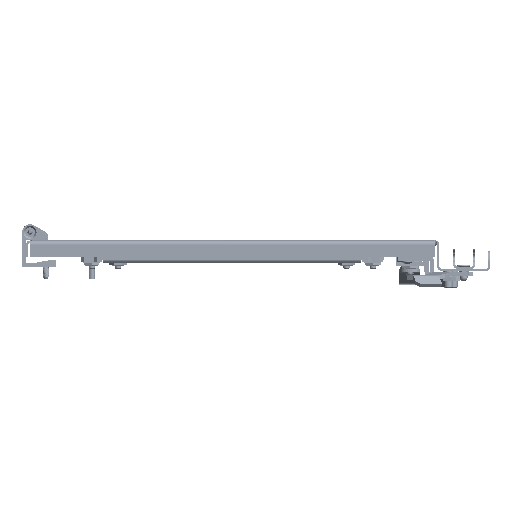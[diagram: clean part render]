
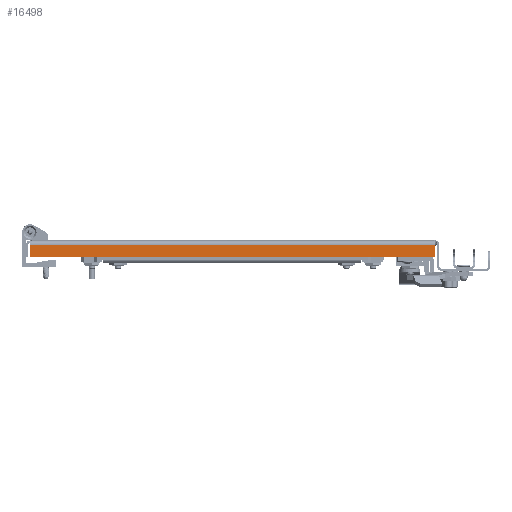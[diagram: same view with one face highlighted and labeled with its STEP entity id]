
A CAD part, front view. The second image highlights one B-rep face of the part: STEP entity #16498.
In plain terms, the highlighted planar face has unit normal (0, -1, 0).
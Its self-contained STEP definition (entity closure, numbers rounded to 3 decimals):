
#2250 = CARTESIAN_POINT ( 'NONE',  ( 194.25, -995., -15.8 ) ) ;
#11285 = CARTESIAN_POINT ( 'NONE',  ( -192.25, -995., -15.8 ) ) ;
#12124 = VECTOR ( 'NONE', #84341, 1000. ) ;
#12125 = ORIENTED_EDGE ( 'NONE', *, *, #90814, .T. ) ;
#12325 = EDGE_CURVE ( 'NONE', #31332, #95564, #39186, .T. ) ;
#12594 = LINE ( 'NONE', #50297, #49866 ) ;
#12774 = DIRECTION ( 'NONE',  ( 1., 0., 0. ) ) ;
#16498 = ADVANCED_FACE ( 'NONE', ( #78652 ), #23606, .F. ) ;
#23606 = PLANE ( 'NONE',  #28334 ) ;
#28334 = AXIS2_PLACEMENT_3D ( 'NONE', #31651, #61314, #99021 ) ;
#30660 = CARTESIAN_POINT ( 'NONE',  ( -192.25, -995., -4. ) ) ;
#30837 = VERTEX_POINT ( 'NONE', #64626 ) ;
#31332 = VERTEX_POINT ( 'NONE', #11285 ) ;
#31651 = CARTESIAN_POINT ( 'NONE',  ( 0., -995., 0. ) ) ;
#39186 = LINE ( 'NONE', #114528, #12124 ) ;
#45497 = DIRECTION ( 'NONE',  ( 1., 0., 0. ) ) ;
#45988 = VERTEX_POINT ( 'NONE', #54827 ) ;
#47944 = LINE ( 'NONE', #66475, #93066 ) ;
#49866 = VECTOR ( 'NONE', #87993, 1000. ) ;
#50297 = CARTESIAN_POINT ( 'NONE',  ( 192.25, -995., 0. ) ) ;
#54827 = CARTESIAN_POINT ( 'NONE',  ( 192.25, -995., -4. ) ) ;
#61314 = DIRECTION ( 'NONE',  ( 0., 1., 0. ) ) ;
#64626 = CARTESIAN_POINT ( 'NONE',  ( 192.25, -995., -15.8 ) ) ;
#65006 = ORIENTED_EDGE ( 'NONE', *, *, #12325, .F. ) ;
#66475 = CARTESIAN_POINT ( 'NONE',  ( 0., -995., -4. ) ) ;
#69063 = EDGE_CURVE ( 'NONE', #95564, #45988, #47944, .T. ) ;
#77886 = VECTOR ( 'NONE', #12774, 1000. ) ;
#78652 = FACE_OUTER_BOUND ( 'NONE', #118234, .T. ) ;
#84341 = DIRECTION ( 'NONE',  ( 0., 0., 1. ) ) ;
#85278 = ORIENTED_EDGE ( 'NONE', *, *, #109272, .T. ) ;
#87993 = DIRECTION ( 'NONE',  ( 0., 0., 1. ) ) ;
#90814 = EDGE_CURVE ( 'NONE', #31332, #30837, #115323, .T. ) ;
#93066 = VECTOR ( 'NONE', #45497, 1000. ) ;
#95564 = VERTEX_POINT ( 'NONE', #30660 ) ;
#99021 = DIRECTION ( 'NONE',  ( 0., 0., 1. ) ) ;
#109272 = EDGE_CURVE ( 'NONE', #30837, #45988, #12594, .T. ) ;
#114528 = CARTESIAN_POINT ( 'NONE',  ( -192.25, -995., 0. ) ) ;
#115323 = LINE ( 'NONE', #2250, #77886 ) ;
#118234 = EDGE_LOOP ( 'NONE', ( #65006, #12125, #85278, #121719 ) ) ;
#121719 = ORIENTED_EDGE ( 'NONE', *, *, #69063, .F. ) ;
